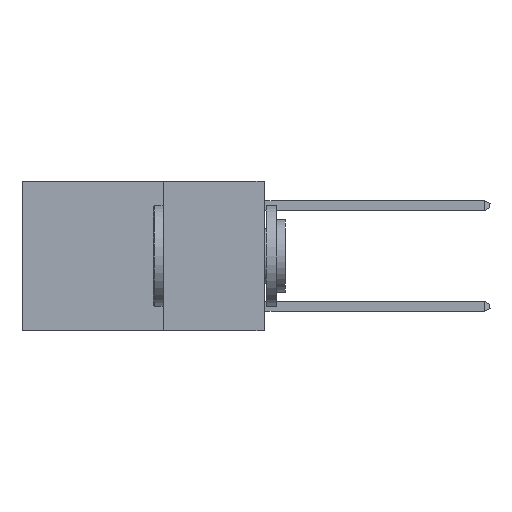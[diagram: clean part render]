
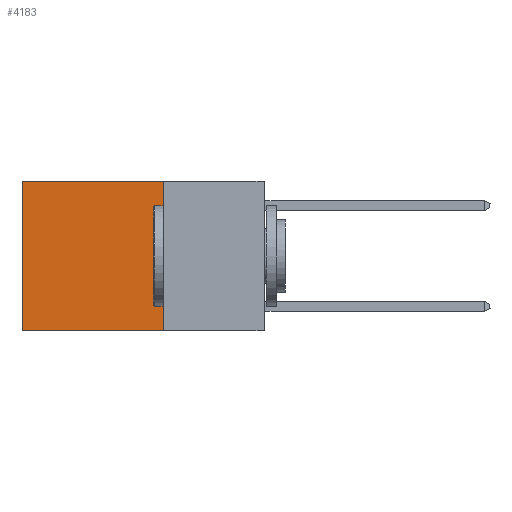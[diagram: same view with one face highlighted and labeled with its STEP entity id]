
A CAD part, left-side view. The second image highlights one B-rep face of the part: STEP entity #4183.
In plain terms, the highlighted planar face has unit normal (-1, 0, 0).
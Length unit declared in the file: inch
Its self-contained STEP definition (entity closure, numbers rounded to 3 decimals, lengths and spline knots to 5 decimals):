
#120 = LINE ( 'NONE', #20332, #17026 ) ;
#742 = CARTESIAN_POINT ( 'NONE',  ( 0.2625, 0.25, 0. ) ) ;
#959 = VECTOR ( 'NONE', #17163, 39.37008 ) ;
#1188 = EDGE_CURVE ( 'NONE', #11478, #4602, #15863, .T. ) ;
#1192 = ORIENTED_EDGE ( 'NONE', *, *, #2826, .T. ) ;
#2304 = VECTOR ( 'NONE', #13340, 39.37008 ) ;
#2826 = EDGE_CURVE ( 'NONE', #4602, #18184, #11457, .T. ) ;
#4183 = ADVANCED_FACE ( 'NONE', ( #19961 ), #9903, .F. ) ;
#4602 = VERTEX_POINT ( 'NONE', #13319 ) ;
#6203 = CARTESIAN_POINT ( 'NONE',  ( 0.2625, 0.25, -0.37 ) ) ;
#7820 = CARTESIAN_POINT ( 'NONE',  ( 0.2625, 0.6, -0.37 ) ) ;
#9903 = PLANE ( 'NONE',  #10014 ) ;
#10014 = AXIS2_PLACEMENT_3D ( 'NONE', #16436, #15015, #10122 ) ;
#10122 = DIRECTION ( 'NONE',  ( 0., 0., -1. ) ) ;
#10575 = EDGE_CURVE ( 'NONE', #11478, #15921, #120, .T. ) ;
#10697 = EDGE_LOOP ( 'NONE', ( #1192, #12109, #16074, #20665 ) ) ;
#11457 = LINE ( 'NONE', #13229, #2304 ) ;
#11478 = VERTEX_POINT ( 'NONE', #15111 ) ;
#12109 = ORIENTED_EDGE ( 'NONE', *, *, #17012, .F. ) ;
#12851 = VECTOR ( 'NONE', #20730, 39.37008 ) ;
#13229 = CARTESIAN_POINT ( 'NONE',  ( 0.2625, 0.6, 0. ) ) ;
#13319 = CARTESIAN_POINT ( 'NONE',  ( 0.2625, 0.6, 0. ) ) ;
#13340 = DIRECTION ( 'NONE',  ( 0., 0., -1. ) ) ;
#15015 = DIRECTION ( 'NONE',  ( 1., 0., 0. ) ) ;
#15111 = CARTESIAN_POINT ( 'NONE',  ( 0.2625, 0.25, 0. ) ) ;
#15863 = LINE ( 'NONE', #742, #12851 ) ;
#15921 = VERTEX_POINT ( 'NONE', #6203 ) ;
#16074 = ORIENTED_EDGE ( 'NONE', *, *, #10575, .F. ) ;
#16436 = CARTESIAN_POINT ( 'NONE',  ( 0.2625, 0.25, 0. ) ) ;
#16580 = DIRECTION ( 'NONE',  ( 0., 0., -1. ) ) ;
#17012 = EDGE_CURVE ( 'NONE', #15921, #18184, #18601, .T. ) ;
#17026 = VECTOR ( 'NONE', #16580, 39.37008 ) ;
#17163 = DIRECTION ( 'NONE',  ( 0., 1., 0. ) ) ;
#18184 = VERTEX_POINT ( 'NONE', #7820 ) ;
#18601 = LINE ( 'NONE', #20254, #959 ) ;
#19961 = FACE_OUTER_BOUND ( 'NONE', #10697, .T. ) ;
#20254 = CARTESIAN_POINT ( 'NONE',  ( 0.2625, 0.25, -0.37 ) ) ;
#20332 = CARTESIAN_POINT ( 'NONE',  ( 0.2625, 0.25, 0. ) ) ;
#20665 = ORIENTED_EDGE ( 'NONE', *, *, #1188, .T. ) ;
#20730 = DIRECTION ( 'NONE',  ( 0., 1., 0. ) ) ;
